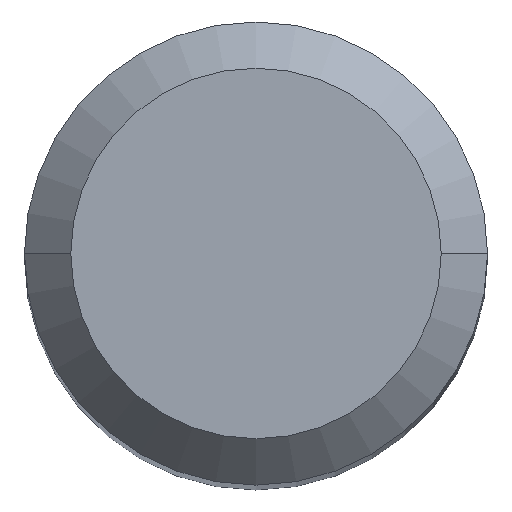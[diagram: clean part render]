
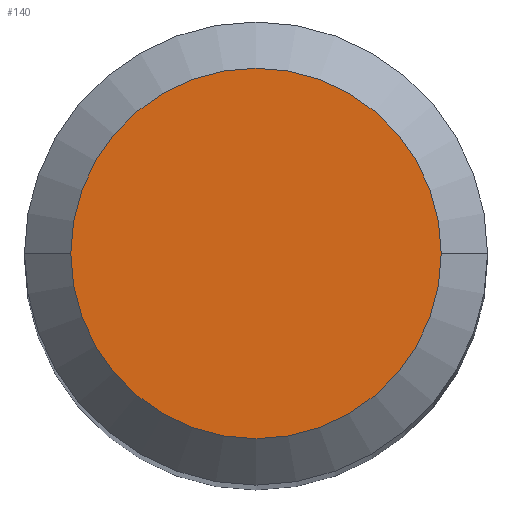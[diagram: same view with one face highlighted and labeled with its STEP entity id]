
A CAD part, top view. The second image highlights one B-rep face of the part: STEP entity #140.
In plain terms, the highlighted planar face has unit normal (0, 0, 1).
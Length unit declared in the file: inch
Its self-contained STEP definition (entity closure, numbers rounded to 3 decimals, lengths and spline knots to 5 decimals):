
#9 = CARTESIAN_POINT ( 'NONE',  ( 0., 0., 0. ) ) ;
#25 = AXIS2_PLACEMENT_3D ( 'NONE', #9, #276, #45 ) ;
#31 = PLANE ( 'NONE',  #366 ) ;
#45 = DIRECTION ( 'NONE',  ( 1., 0., 0. ) ) ;
#59 = FACE_OUTER_BOUND ( 'NONE', #278, .T. ) ;
#83 = CARTESIAN_POINT ( 'NONE',  ( -0.09448, 0., 0. ) ) ;
#113 = CIRCLE ( 'NONE', #25, 0.09448 ) ;
#140 = ADVANCED_FACE ( 'NONE', ( #59 ), #31, .F. ) ;
#183 = CARTESIAN_POINT ( 'NONE',  ( 0., 0., 0. ) ) ;
#201 = ORIENTED_EDGE ( 'NONE', *, *, #264, .T. ) ;
#233 = VERTEX_POINT ( 'NONE', #83 ) ;
#247 = EDGE_CURVE ( 'NONE', #233, #319, #445, .T. ) ;
#248 = DIRECTION ( 'NONE',  ( -1., 0., 0. ) ) ;
#264 = EDGE_CURVE ( 'NONE', #319, #233, #113, .T. ) ;
#276 = DIRECTION ( 'NONE',  ( 0., 0., 1. ) ) ;
#278 = EDGE_LOOP ( 'NONE', ( #351, #201 ) ) ;
#308 = CARTESIAN_POINT ( 'NONE',  ( 0., 0., 0. ) ) ;
#319 = VERTEX_POINT ( 'NONE', #425 ) ;
#351 = ORIENTED_EDGE ( 'NONE', *, *, #247, .T. ) ;
#366 = AXIS2_PLACEMENT_3D ( 'NONE', #183, #432, #248 ) ;
#375 = DIRECTION ( 'NONE',  ( 1., 0., 0. ) ) ;
#420 = DIRECTION ( 'NONE',  ( 0., 0., 1. ) ) ;
#425 = CARTESIAN_POINT ( 'NONE',  ( 0.09448, 0., 0. ) ) ;
#432 = DIRECTION ( 'NONE',  ( 0., 0., -1. ) ) ;
#445 = CIRCLE ( 'NONE', #473, 0.09448 ) ;
#473 = AXIS2_PLACEMENT_3D ( 'NONE', #308, #420, #375 ) ;
